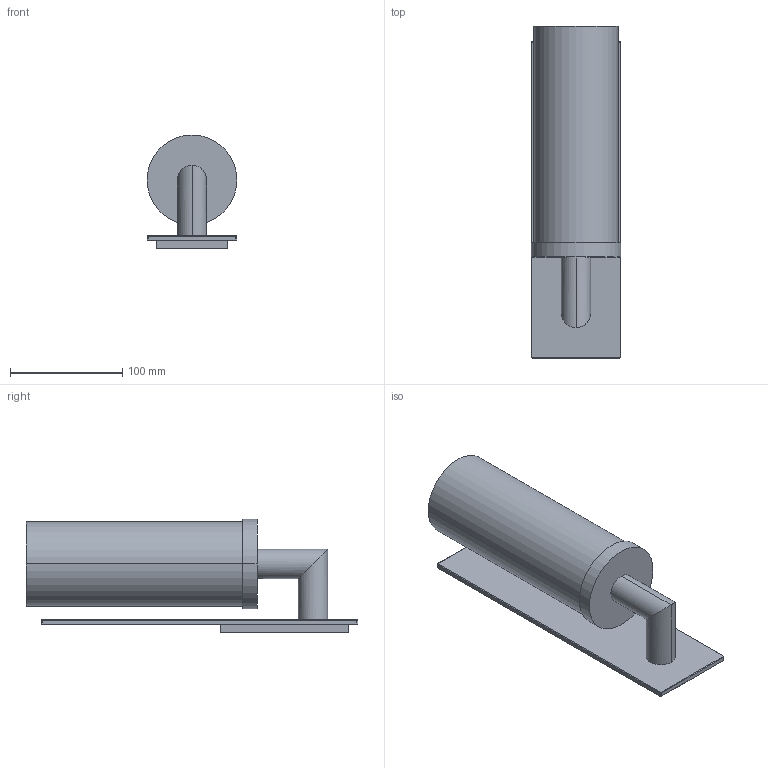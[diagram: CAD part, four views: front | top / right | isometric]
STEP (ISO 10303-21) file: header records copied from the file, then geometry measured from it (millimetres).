
FILE_DESCRIPTION((''),'2;1');
FILE_NAME('2881','2021-06-14T10:17:32',('jinson.thomas'),(''),'CREO PARAMETRIC BY PTC INC, 2018400','CREO PARAMETRIC BY PTC INC, 2018400','');
FILE_SCHEMA(('CONFIG_CONTROL_DESIGN'));
Length unit declared in the file: inch
Products named in the file (1): 2881
Bounding box: 80.01 x 295.61 x 101.52 mm (x, y, z)
Volume: 413671.2 mm3; surface area: 166512.4 mm2
Topology: 1 solids, 1 shells, 52 faces, 118 edges, 76 vertices
Faces by surface type: cylinder 26, plane 22, bspline 4
Entity records: 1614 total; most frequent: CARTESIAN_POINT 366, DIRECTION 262, ORIENTED_EDGE 236, EDGE_CURVE 118, AXIS2_PLACEMENT_3D 100, VERTEX_POINT 76, EDGE_LOOP 64, VECTOR 62
